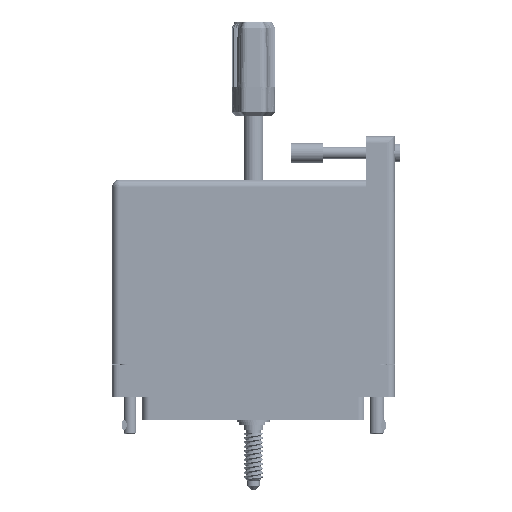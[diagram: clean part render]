
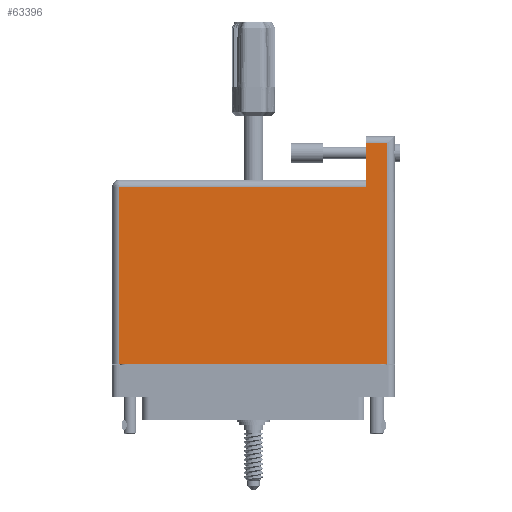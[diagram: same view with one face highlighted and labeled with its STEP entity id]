
A CAD part, front view. The second image highlights one B-rep face of the part: STEP entity #63396.
In plain terms, the highlighted face is planar.
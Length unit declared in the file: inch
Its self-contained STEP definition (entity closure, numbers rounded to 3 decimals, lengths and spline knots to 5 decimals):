
#1023 = PLANE ( 'NONE',  #15692 ) ;
#1299 = ORIENTED_EDGE ( 'NONE', *, *, #28368, .T. ) ;
#3857 = CARTESIAN_POINT ( 'NONE',  ( 1.079, 1.605, 0.617 ) ) ;
#5706 = VECTOR ( 'NONE', #67479, 39.37008 ) ;
#8466 = ORIENTED_EDGE ( 'NONE', *, *, #28094, .T. ) ;
#8711 = VERTEX_POINT ( 'NONE', #89784 ) ;
#11340 = LINE ( 'NONE', #87240, #21801 ) ;
#13721 = VECTOR ( 'NONE', #70610, 39.37008 ) ;
#15692 = AXIS2_PLACEMENT_3D ( 'NONE', #23585, #75750, #31108 ) ;
#18044 = CARTESIAN_POINT ( 'NONE',  ( -1.289, -0.1, 0.617 ) ) ;
#21299 = LINE ( 'NONE', #48762, #56349 ) ;
#21801 = VECTOR ( 'NONE', #29225, 39.37008 ) ;
#23050 = VECTOR ( 'NONE', #70306, 39.37008 ) ;
#23585 = CARTESIAN_POINT ( 'NONE',  ( -1.359, 1.675, 0.617 ) ) ;
#28094 = EDGE_CURVE ( 'NONE', #54535, #8711, #29127, .T. ) ;
#28249 = CARTESIAN_POINT ( 'NONE',  ( -1.289, 1.605, 0.617 ) ) ;
#28368 = EDGE_CURVE ( 'NONE', #32663, #58816, #46647, .T. ) ;
#29127 = LINE ( 'NONE', #70606, #68811 ) ;
#29225 = DIRECTION ( 'NONE',  ( -1., 0., 0. ) ) ;
#31108 = DIRECTION ( 'NONE',  ( -1., 0., 0. ) ) ;
#32663 = VERTEX_POINT ( 'NONE', #3857 ) ;
#41835 = ORIENTED_EDGE ( 'NONE', *, *, #71765, .T. ) ;
#41964 = DIRECTION ( 'NONE',  ( 1., 0., 0. ) ) ;
#45272 = LINE ( 'NONE', #18044, #23050 ) ;
#46647 = LINE ( 'NONE', #82123, #5706 ) ;
#48762 = CARTESIAN_POINT ( 'NONE',  ( -1.359, -0.1, 0.617 ) ) ;
#49639 = CARTESIAN_POINT ( 'NONE',  ( -1.289, -0.1, 0.617 ) ) ;
#51180 = ORIENTED_EDGE ( 'NONE', *, *, #72485, .T. ) ;
#51576 = VERTEX_POINT ( 'NONE', #78986 ) ;
#54535 = VERTEX_POINT ( 'NONE', #77053 ) ;
#55324 = ORIENTED_EDGE ( 'NONE', *, *, #78277, .T. ) ;
#55442 = ORIENTED_EDGE ( 'NONE', *, *, #95349, .T. ) ;
#55749 = LINE ( 'NONE', #61809, #13721 ) ;
#56349 = VECTOR ( 'NONE', #41964, 39.37008 ) ;
#57948 = VERTEX_POINT ( 'NONE', #49639 ) ;
#58816 = VERTEX_POINT ( 'NONE', #28249 ) ;
#61809 = CARTESIAN_POINT ( 'NONE',  ( 1.079, 2.095, 0.617 ) ) ;
#63396 = ADVANCED_FACE ( 'NONE', ( #74057 ), #1023, .F. ) ;
#67479 = DIRECTION ( 'NONE',  ( -1., 0., 0. ) ) ;
#68811 = VECTOR ( 'NONE', #85186, 39.37008 ) ;
#70306 = DIRECTION ( 'NONE',  ( 0., -1., 0. ) ) ;
#70606 = CARTESIAN_POINT ( 'NONE',  ( 1.289, 2.095, 0.617 ) ) ;
#70610 = DIRECTION ( 'NONE',  ( 0., -1., 0. ) ) ;
#71765 = EDGE_CURVE ( 'NONE', #58816, #57948, #45272, .T. ) ;
#72485 = EDGE_CURVE ( 'NONE', #8711, #51576, #11340, .T. ) ;
#74057 = FACE_OUTER_BOUND ( 'NONE', #81393, .T. ) ;
#75750 = DIRECTION ( 'NONE',  ( 0., 0., -1. ) ) ;
#77053 = CARTESIAN_POINT ( 'NONE',  ( 1.289, -0.1, 0.617 ) ) ;
#78277 = EDGE_CURVE ( 'NONE', #51576, #32663, #55749, .T. ) ;
#78986 = CARTESIAN_POINT ( 'NONE',  ( 1.079, 2.025, 0.617 ) ) ;
#81393 = EDGE_LOOP ( 'NONE', ( #1299, #41835, #55442, #8466, #51180, #55324 ) ) ;
#82123 = CARTESIAN_POINT ( 'NONE',  ( -1.359, 1.605, 0.617 ) ) ;
#85186 = DIRECTION ( 'NONE',  ( 0., 1., 0. ) ) ;
#87240 = CARTESIAN_POINT ( 'NONE',  ( -1.359, 2.025, 0.617 ) ) ;
#89784 = CARTESIAN_POINT ( 'NONE',  ( 1.289, 2.025, 0.617 ) ) ;
#95349 = EDGE_CURVE ( 'NONE', #57948, #54535, #21299, .T. ) ;
